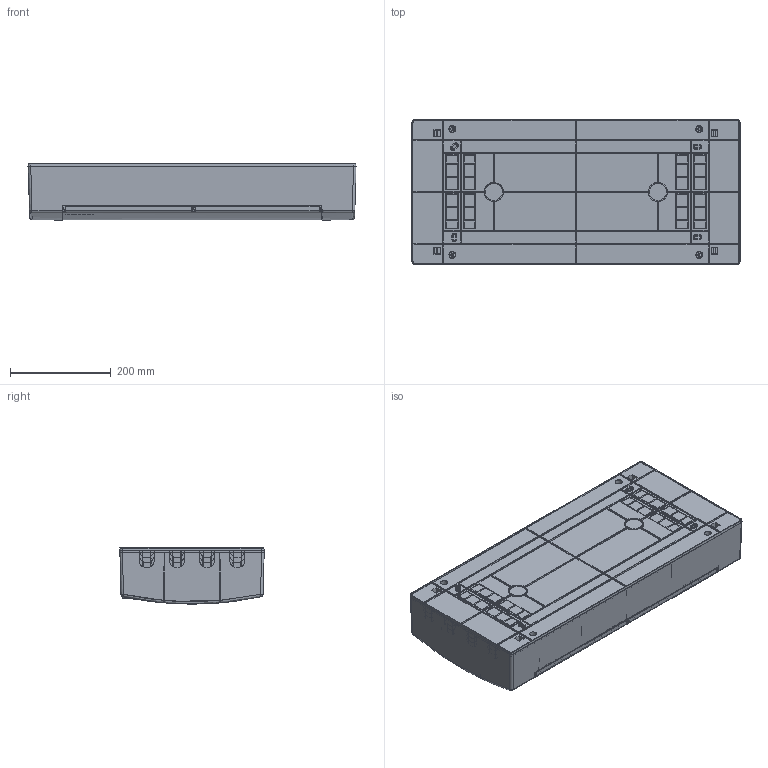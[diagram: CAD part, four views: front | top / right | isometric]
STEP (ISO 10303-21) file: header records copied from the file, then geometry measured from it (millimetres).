
FILE_DESCRIPTION (( 'STEP AP203' ), '1' );
FILE_NAME ('N48C.STEP', '2020-05-12T12:08:18', ( '' ), ( '' ), 'SwSTEP 2.0', 'SolidWorks 2019', '' );
FILE_SCHEMA (( 'CONFIG_CONTROL_DESIGN' ));
Length unit declared in the file: millimetre
Products named in the file (4): N48C; MASKA N48-C S&J; DNO N48-C S&J; VRATA N48-C S&J
Assembly tree (3 placements, depth 2):
  N48C
    DNO N48-C S&J
    MASKA N48-C S&J
    VRATA N48-C S&J
Bounding box: 651.53 x 286.91 x 111.75 mm (x, y, z)
Volume: 1597668 mm3; surface area: 1550097.3 mm2
Topology: 3 solids, 3 shells, 3880 faces, 11031 edges, 7334 vertices
Faces by surface type: plane 2766, cylinder 820, cone 260, bspline 34
Full cylindrical faces by diameter (mm): 3.939 x2, 4 x1, 6 x2, 10 x4, 21.3 x1
Entity records: 134543 total; most frequent: CARTESIAN_POINT 34977, ORIENTED_EDGE 21892, DIRECTION 19000, EDGE_CURVE 10946, VERTEX_POINT 7311, VECTOR 7198, LINE 7198, AXIS2_PLACEMENT_3D 5901
